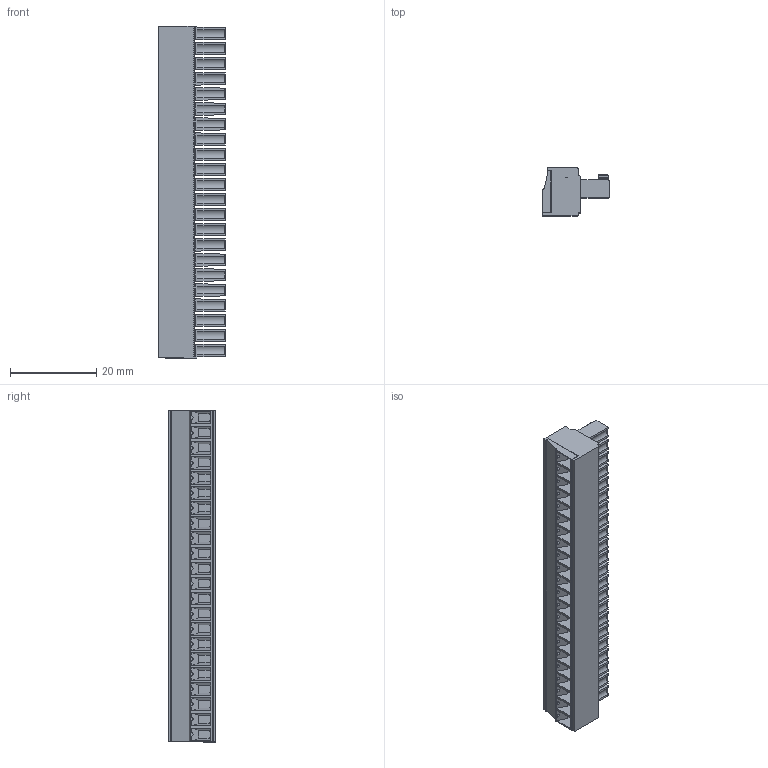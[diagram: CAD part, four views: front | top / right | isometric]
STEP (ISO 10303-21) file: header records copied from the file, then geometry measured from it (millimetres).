
FILE_DESCRIPTION(('STEP AP214'),'1');
FILE_NAME('SH22-3,5.stp','2018-11-19T08:24:05',(' '),(' '),'Spatial InterOp 3D',' ',' ');
FILE_SCHEMA(('AUTOMOTIVE_DESIGN { 1 0 10303 214 1 1 1 1 }'));
Length unit declared in the file: metre
Products named in the file (1): 1
Bounding box: 15.5 x 11.1 x 77 mm (x, y, z)
Volume: 7238.9 mm3; surface area: 8434.5 mm2
Topology: 1 solids, 1 shells, 1792 faces, 4776 edges, 3050 vertices
Faces by surface type: plane 1216, cylinder 400, torus 66, cone 66, sphere 44
Full cylindrical faces by diameter (mm): 1.2 x22, 2.8 x22, 3 x22
Entity records: 68707 total; most frequent: CARTESIAN_POINT 10533, ORIENTED_EDGE 9064, DIRECTION 8914, EDGE_CURVE 4532, LINE 3376, VECTOR 3376, VERTEX_POINT 2982, AXIS2_PLACEMENT_3D 2769
